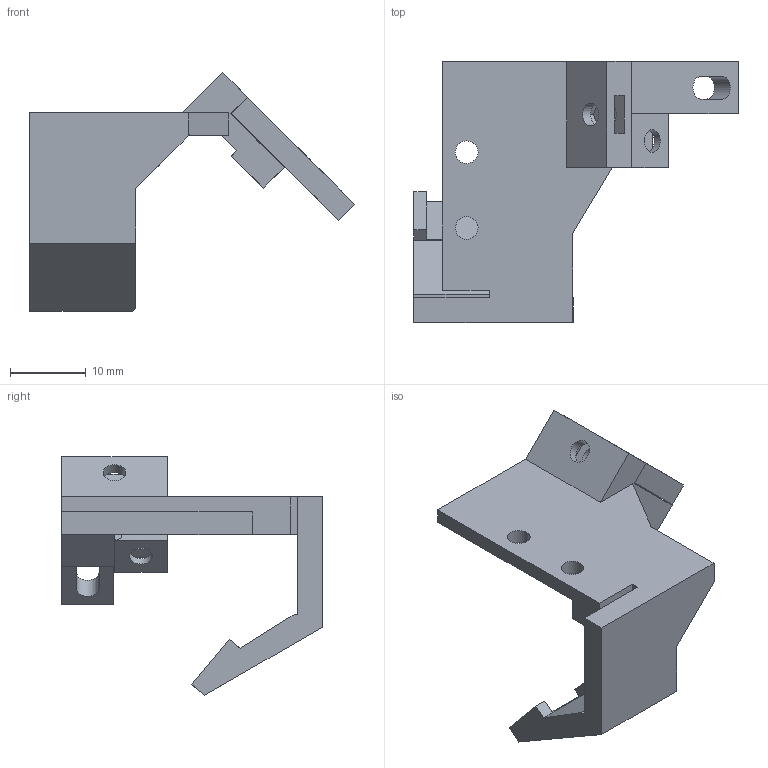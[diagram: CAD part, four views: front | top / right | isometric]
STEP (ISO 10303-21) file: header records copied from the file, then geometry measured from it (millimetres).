
FILE_DESCRIPTION(/* description */ (''),/* implementation_level */ '2;1');
FILE_NAME(/* name */ 'Eyepiece EyR Mount V6 mirror v3.step',/* time_stamp */ '2024-03-25T07:11:52-04:00',/* author */ (''),/* organization */ (''),/* preprocessor_version */ 'ST-DEVELOPER v20',/* originating_system */ 'Autodesk Translation Framework v12.20.1.177',/* authorisation */ '');
FILE_SCHEMA (('AUTOMOTIVE_DESIGN { 1 0 10303 214 3 1 1 }'));
Length unit declared in the file: millimetre
Products named in the file (1): Eyepiece EyR Mount V6 mirror
Bounding box: 42.91 x 34.49 x 31.55 mm (x, y, z)
Volume: 4386.6 mm3; surface area: 4149.1 mm2
Topology: 2 solids, 2 shells, 75 faces, 199 edges, 132 vertices
Faces by surface type: plane 64, cylinder 11
Full cylindrical faces by diameter (mm): 3 x7
Entity records: 2355 total; most frequent: CARTESIAN_POINT 407, ORIENTED_EDGE 398, DIRECTION 373, EDGE_CURVE 199, LINE 177, VECTOR 177, VERTEX_POINT 132, AXIS2_PLACEMENT_3D 98
